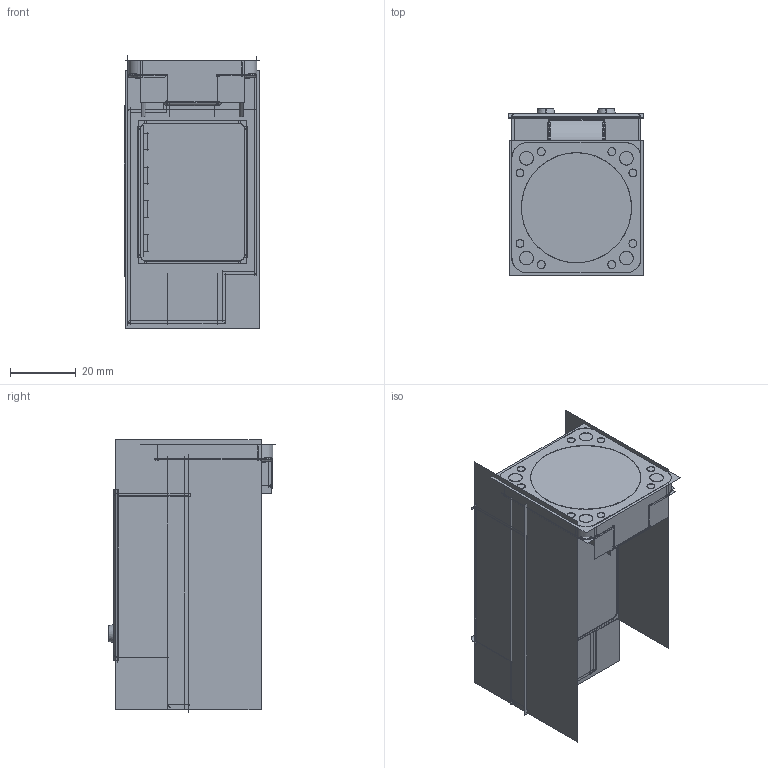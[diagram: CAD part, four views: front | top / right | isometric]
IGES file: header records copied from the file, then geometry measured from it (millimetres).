
Start section:  PTC IGES file: 214756.igs
Global section: file name: 214756.igs; native system: Creo Parametric by PTC Inc.; preprocessor: 2018300; author: pdmadmin; organization: Unknown; date: 20191022.071430; units: millimetre
Bounding box: 41.23 x 50.91 x 83.11 mm (x, y, z)
Volume: 24648.4 mm3; surface area: 155450 mm2
Topology: 2 solids, 2 shells, 472 faces, 2396 edges, 3027 vertices
Faces by surface type: revolution 250, bspline 222
